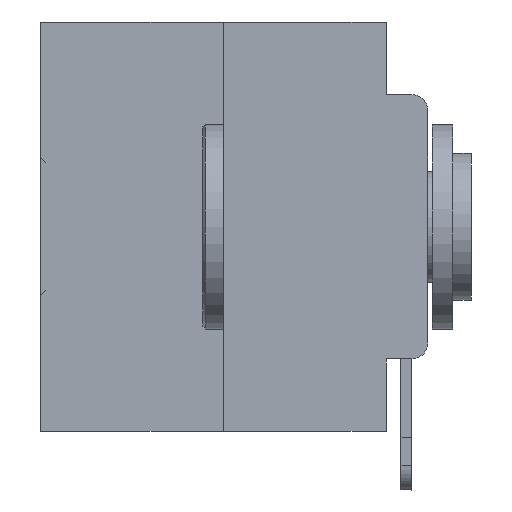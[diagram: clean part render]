
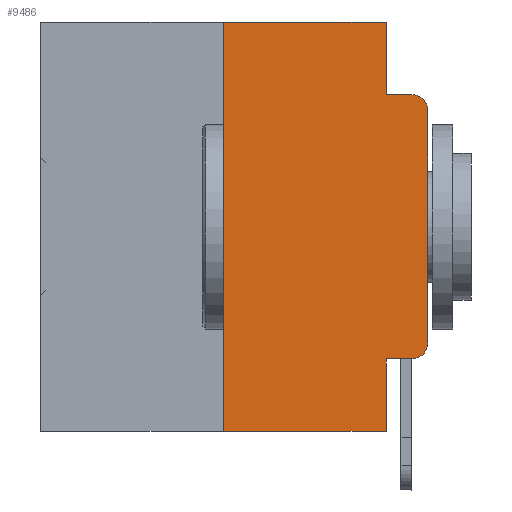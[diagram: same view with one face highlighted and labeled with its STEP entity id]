
A CAD part, left-side view. The second image highlights one B-rep face of the part: STEP entity #9486.
In plain terms, the highlighted planar face has unit normal (-1, 0, 0).
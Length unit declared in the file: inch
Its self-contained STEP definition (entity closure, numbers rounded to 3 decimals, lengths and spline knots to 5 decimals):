
#447 = EDGE_CURVE ( 'NONE', #8136, #24272, #31525, .T. ) ;
#550 = ORIENTED_EDGE ( 'NONE', *, *, #955, .F. ) ;
#955 = EDGE_CURVE ( 'NONE', #19309, #1974, #16950, .T. ) ;
#1005 = CARTESIAN_POINT ( 'NONE',  ( 0., 0.051, -0.0885 ) ) ;
#1606 = CARTESIAN_POINT ( 'NONE',  ( 0., 0.25, -0.5 ) ) ;
#1974 = VERTEX_POINT ( 'NONE', #2673 ) ;
#2673 = CARTESIAN_POINT ( 'NONE',  ( 0., 0.051, 0. ) ) ;
#2754 = CARTESIAN_POINT ( 'NONE',  ( 0., 0.473, 0. ) ) ;
#3527 = DIRECTION ( 'NONE',  ( 0., -1., 0. ) ) ;
#3681 = ORIENTED_EDGE ( 'NONE', *, *, #9279, .F. ) ;
#4306 = CARTESIAN_POINT ( 'NONE',  ( 0., 0.02, -0.4115 ) ) ;
#4371 = CARTESIAN_POINT ( 'NONE',  ( 0., 0.051, -0.4115 ) ) ;
#4761 = VECTOR ( 'NONE', #18489, 39.37008 ) ;
#4945 = CARTESIAN_POINT ( 'NONE',  ( 0., 0.051, 0. ) ) ;
#5486 = CARTESIAN_POINT ( 'NONE',  ( 0., 0.473, 0. ) ) ;
#5787 = DIRECTION ( 'NONE',  ( 0., -1., 0. ) ) ;
#5990 = LINE ( 'NONE', #16711, #32542 ) ;
#6297 = CARTESIAN_POINT ( 'NONE',  ( 0., 0.25, 0. ) ) ;
#6325 = CARTESIAN_POINT ( 'NONE',  ( 0., 0., -0.3915 ) ) ;
#6877 = FACE_OUTER_BOUND ( 'NONE', #25901, .T. ) ;
#7808 = CARTESIAN_POINT ( 'NONE',  ( 0., 0.02, -0.1085 ) ) ;
#8136 = VERTEX_POINT ( 'NONE', #33254 ) ;
#8824 = DIRECTION ( 'NONE',  ( 0., 0., 1. ) ) ;
#8984 = DIRECTION ( 'NONE',  ( 0., 0., 1. ) ) ;
#9279 = EDGE_CURVE ( 'NONE', #23272, #23156, #17283, .T. ) ;
#9432 = VECTOR ( 'NONE', #25047, 39.37008 ) ;
#9486 = ADVANCED_FACE ( 'NONE', ( #6877 ), #10852, .F. ) ;
#9865 = ORIENTED_EDGE ( 'NONE', *, *, #15758, .F. ) ;
#9892 = ORIENTED_EDGE ( 'NONE', *, *, #24323, .T. ) ;
#10184 = CARTESIAN_POINT ( 'NONE',  ( 0., 0.051, 0. ) ) ;
#10745 = VECTOR ( 'NONE', #3527, 39.37008 ) ;
#10810 = VECTOR ( 'NONE', #31503, 39.37008 ) ;
#10852 = PLANE ( 'NONE',  #13887 ) ;
#11815 = ORIENTED_EDGE ( 'NONE', *, *, #23856, .F. ) ;
#11850 = LINE ( 'NONE', #18604, #4761 ) ;
#12302 = EDGE_CURVE ( 'NONE', #1974, #16375, #14118, .T. ) ;
#12911 = VERTEX_POINT ( 'NONE', #6325 ) ;
#13887 = AXIS2_PLACEMENT_3D ( 'NONE', #5486, #14231, #25068 ) ;
#14118 = LINE ( 'NONE', #4945, #10810 ) ;
#14231 = DIRECTION ( 'NONE',  ( 1., 0., 0. ) ) ;
#15720 = DIRECTION ( 'NONE',  ( -1., 0., 0. ) ) ;
#15758 = EDGE_CURVE ( 'NONE', #16245, #19309, #31031, .T. ) ;
#16006 = ORIENTED_EDGE ( 'NONE', *, *, #12302, .F. ) ;
#16245 = VERTEX_POINT ( 'NONE', #1606 ) ;
#16375 = VERTEX_POINT ( 'NONE', #18004 ) ;
#16711 = CARTESIAN_POINT ( 'NONE',  ( 0., 0., 0. ) ) ;
#16950 = LINE ( 'NONE', #2754, #10745 ) ;
#17046 = AXIS2_PLACEMENT_3D ( 'NONE', #7808, #15720, #28912 ) ;
#17283 = LINE ( 'NONE', #10184, #28487 ) ;
#17378 = ORIENTED_EDGE ( 'NONE', *, *, #19193, .T. ) ;
#18004 = CARTESIAN_POINT ( 'NONE',  ( 0., 0.051, -0.0885 ) ) ;
#18204 = VECTOR ( 'NONE', #8984, 39.37008 ) ;
#18489 = DIRECTION ( 'NONE',  ( 0., -1., 0. ) ) ;
#18604 = CARTESIAN_POINT ( 'NONE',  ( 0., 0.473, -0.5 ) ) ;
#19193 = EDGE_CURVE ( 'NONE', #23347, #12911, #31755, .T. ) ;
#19215 = ORIENTED_EDGE ( 'NONE', *, *, #25345, .T. ) ;
#19309 = VERTEX_POINT ( 'NONE', #21698 ) ;
#19393 = LINE ( 'NONE', #1005, #9432 ) ;
#21698 = CARTESIAN_POINT ( 'NONE',  ( 0., 0.25, 0. ) ) ;
#23156 = VERTEX_POINT ( 'NONE', #24402 ) ;
#23272 = VERTEX_POINT ( 'NONE', #33298 ) ;
#23339 = DIRECTION ( 'NONE',  ( -1., 0., 0. ) ) ;
#23347 = VERTEX_POINT ( 'NONE', #4306 ) ;
#23856 = EDGE_CURVE ( 'NONE', #16375, #24272, #19393, .T. ) ;
#24272 = VERTEX_POINT ( 'NONE', #27496 ) ;
#24323 = EDGE_CURVE ( 'NONE', #23272, #23347, #28864, .T. ) ;
#24402 = CARTESIAN_POINT ( 'NONE',  ( 0., 0.051, -0.5 ) ) ;
#25047 = DIRECTION ( 'NONE',  ( 0., -1., 0. ) ) ;
#25068 = DIRECTION ( 'NONE',  ( 0., 0., -1. ) ) ;
#25345 = EDGE_CURVE ( 'NONE', #16245, #23156, #11850, .T. ) ;
#25901 = EDGE_LOOP ( 'NONE', ( #31811, #33098, #11815, #16006, #550, #9865, #19215, #3681, #9892, #17378 ) ) ;
#26005 = DIRECTION ( 'NONE',  ( 0., 0., -1. ) ) ;
#26216 = CARTESIAN_POINT ( 'NONE',  ( 0., 0.02, -0.3915 ) ) ;
#27496 = CARTESIAN_POINT ( 'NONE',  ( 0., 0.02, -0.0885 ) ) ;
#27614 = VECTOR ( 'NONE', #5787, 39.37008 ) ;
#28487 = VECTOR ( 'NONE', #31268, 39.37008 ) ;
#28864 = LINE ( 'NONE', #4371, #27614 ) ;
#28912 = DIRECTION ( 'NONE',  ( 0., 0., -1. ) ) ;
#30845 = EDGE_CURVE ( 'NONE', #12911, #8136, #5990, .T. ) ;
#31031 = LINE ( 'NONE', #6297, #18204 ) ;
#31192 = AXIS2_PLACEMENT_3D ( 'NONE', #26216, #23339, #26005 ) ;
#31268 = DIRECTION ( 'NONE',  ( 0., 0., -1. ) ) ;
#31503 = DIRECTION ( 'NONE',  ( 0., 0., -1. ) ) ;
#31525 = CIRCLE ( 'NONE', #17046, 0.02 ) ;
#31755 = CIRCLE ( 'NONE', #31192, 0.02 ) ;
#31811 = ORIENTED_EDGE ( 'NONE', *, *, #30845, .T. ) ;
#32542 = VECTOR ( 'NONE', #8824, 39.37008 ) ;
#33098 = ORIENTED_EDGE ( 'NONE', *, *, #447, .T. ) ;
#33254 = CARTESIAN_POINT ( 'NONE',  ( 0., 0., -0.1085 ) ) ;
#33298 = CARTESIAN_POINT ( 'NONE',  ( 0., 0.051, -0.4115 ) ) ;
